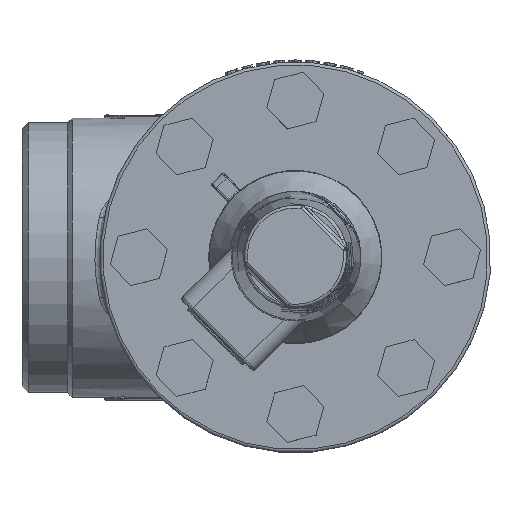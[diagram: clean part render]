
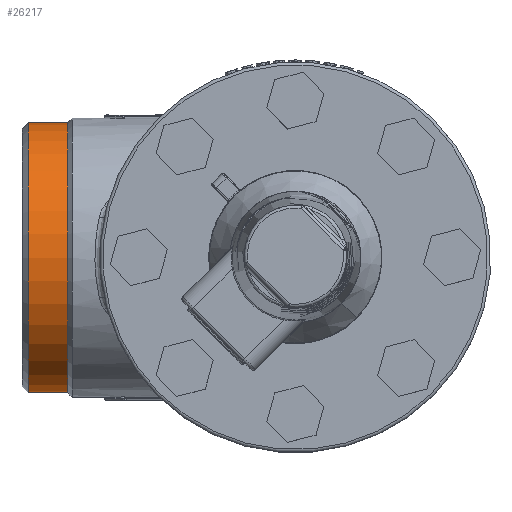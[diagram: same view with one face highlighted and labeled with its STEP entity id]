
A CAD part, top view. The second image highlights one B-rep face of the part: STEP entity #26217.
In plain terms, the highlighted cylindrical face has radius 44.45 mm (diameter 88.9 mm), a full revolution.
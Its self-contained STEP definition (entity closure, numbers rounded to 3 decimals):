
#26173=CARTESIAN_POINT('',(-75.,-0.,-44.45));
#26174=VERTEX_POINT('',#26173);
#26181=CARTESIAN_POINT('',(-75.,0.,0.));
#26182=DIRECTION('',(1.,0.,0.));
#26183=DIRECTION('',(0.,0.,-1.));
#26184=AXIS2_PLACEMENT_3D('',#26181,#26182,#26183);
#26185=CIRCLE('',#26184,44.45);
#26186=EDGE_CURVE('',#26174,#26174,#26185,.T.);
#26193=CARTESIAN_POINT('',(0.,0.,0.));
#26194=DIRECTION('',(1.,0.,0.));
#26195=DIRECTION('',(0.,0.,-1.));
#26196=AXIS2_PLACEMENT_3D('',#26193,#26194,#26195);
#26197=CYLINDRICAL_SURFACE('',#26196,44.45);
#26198=CARTESIAN_POINT('',(-88.,-0.,-44.45));
#26199=VERTEX_POINT('',#26198);
#26200=CARTESIAN_POINT('',(-75.,0.,-44.45));
#26201=DIRECTION('',(-1.,-0.,0.));
#26202=VECTOR('',#26201,13.);
#26203=LINE('',#26200,#26202);
#26204=EDGE_CURVE('',#26174,#26199,#26203,.T.);
#26205=ORIENTED_EDGE('',*,*,#26204,.T.);
#26206=CARTESIAN_POINT('',(-88.,0.,0.));
#26207=DIRECTION('',(1.,0.,0.));
#26208=DIRECTION('',(0.,0.,-1.));
#26209=AXIS2_PLACEMENT_3D('',#26206,#26207,#26208);
#26210=CIRCLE('',#26209,44.45);
#26211=EDGE_CURVE('',#26199,#26199,#26210,.T.);
#26212=ORIENTED_EDGE('',*,*,#26211,.T.);
#26213=ORIENTED_EDGE('',*,*,#26204,.F.);
#26214=ORIENTED_EDGE('',*,*,#26186,.F.);
#26215=EDGE_LOOP('',(#26205,#26212,#26213,#26214));
#26216=FACE_BOUND('',#26215,.T.);
#26217=ADVANCED_FACE('',(#26216),#26197,.T.);
